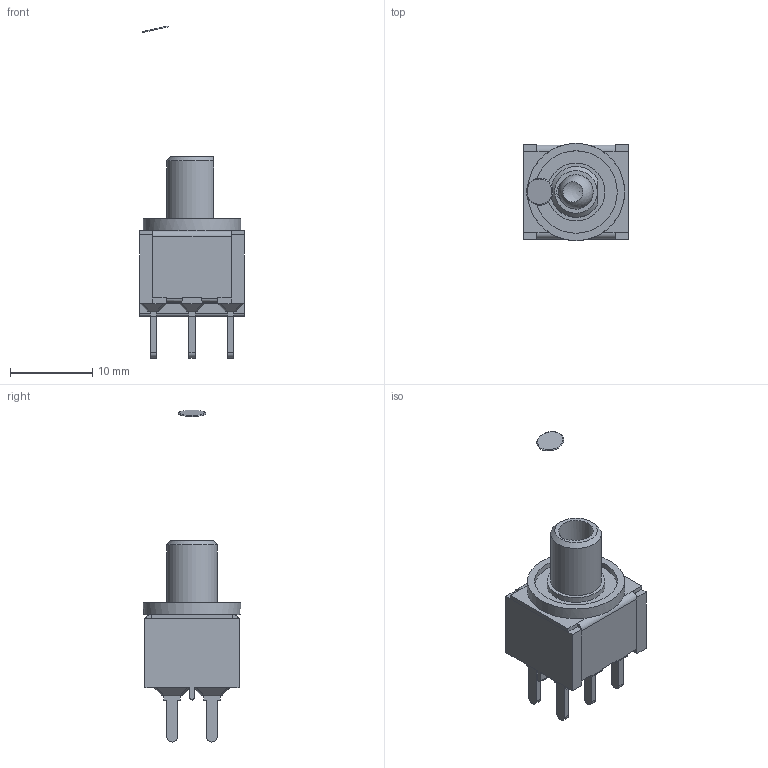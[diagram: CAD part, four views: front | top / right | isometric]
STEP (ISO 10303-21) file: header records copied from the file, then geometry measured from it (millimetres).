
FILE_DESCRIPTION(/* description */ (''),/* implementation_level */ '2;1');
FILE_NAME(/* name */ '100DPxT4B9M2xE.stp',/* time_stamp */ '2026-01-16T16:52:51-06:00',/* author */ ('jmeyers'),/* organization */ (''),/* preprocessor_version */ 'ST-DEVELOPER v18.1',/* originating_system */ 'Autodesk Inventor 2022',/* authorisation */ '');
FILE_SCHEMA (('AUTOMOTIVE_DESIGN { 1 0 10303 214 3 1 1 }'));
Length unit declared in the file: inch
Products named in the file (1): Part129
Bounding box: 12.7 x 11.81 x 40.34 mm (x, y, z)
Volume: 1126 mm3; surface area: 2113.3 mm2
Topology: 1 solids, 2 shells, 365 faces, 946 edges, 577 vertices
Faces by surface type: plane 267, cylinder 70, sphere 25, cone 2, torus 1
Full cylindrical faces by diameter (mm): 4.2 x1, 7.01 x1, 10.01 x1, 11.81 x1
Entity records: 10909 total; most frequent: CARTESIAN_POINT 2001, ORIENTED_EDGE 1842, DIRECTION 1822, EDGE_CURVE 921, LINE 736, VECTOR 736, VERTEX_POINT 577, AXIS2_PLACEMENT_3D 543
